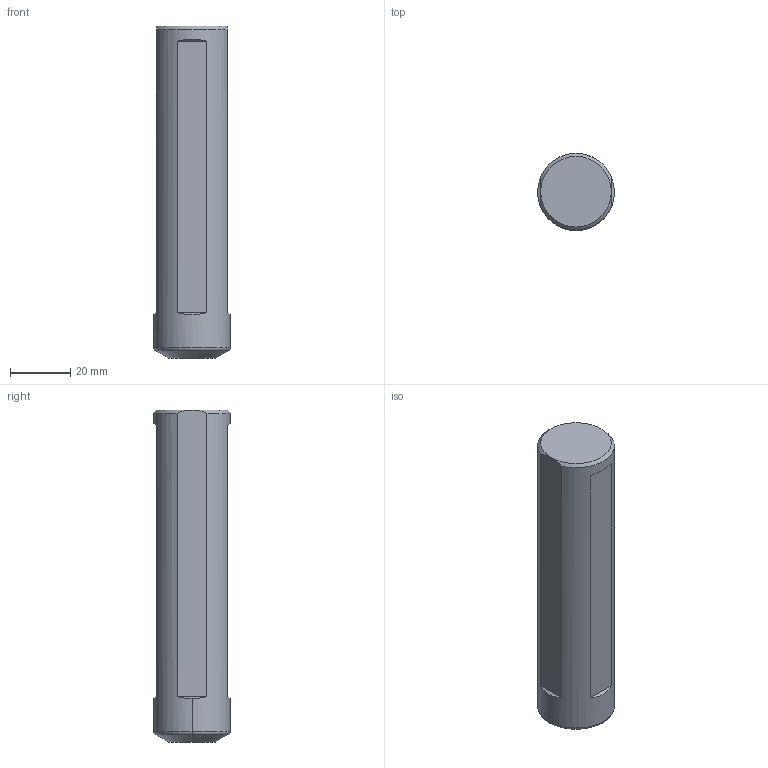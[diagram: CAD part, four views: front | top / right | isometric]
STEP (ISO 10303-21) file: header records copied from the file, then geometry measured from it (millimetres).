
FILE_DESCRIPTION(/* description */ (''),/* implementation_level */ '2;1');
FILE_NAME(/* name */ '1586151638751.stp',/* time_stamp */ '2020-04-06T11:11:08+06:00',/* author */ (''),/* organization */ ('SMS'),/* preprocessor_version */ 'ST-DEVELOPER v16.7',/* originating_system */ 'SIEMENS PLM Software NX 12.0',/* authorisation */ '');
FILE_SCHEMA (('AUTOMOTIVE_DESIGN { 1 0 10303 214 3 1 1 1 }'));
Length unit declared in the file: millimetre
Products named in the file (1): 202036534mod000_00
Bounding box: 25.4 x 25.4 x 110 mm (x, y, z)
Volume: 51915.8 mm3; surface area: 10043 mm2
Topology: 1 solids, 1 shells, 22 faces, 47 edges, 33 vertices
Faces by surface type: plane 13, cone 4, cylinder 3, torus 2
Full cylindrical faces by diameter (mm): 6 x1
Entity records: 699 total; most frequent: CARTESIAN_POINT 149, DIRECTION 106, ORIENTED_EDGE 100, EDGE_CURVE 50, AXIS2_PLACEMENT_3D 42, VERTEX_POINT 34, EDGE_LOOP 26, LINE 22
